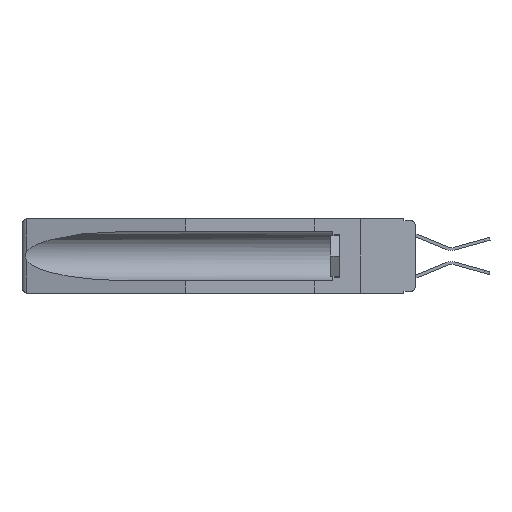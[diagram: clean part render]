
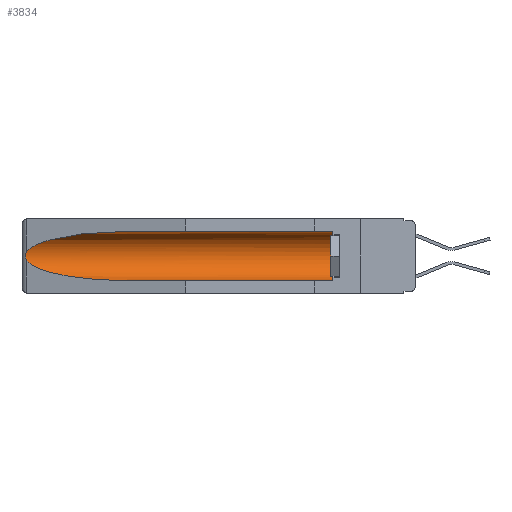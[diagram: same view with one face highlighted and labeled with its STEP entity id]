
A CAD part, left-side view. The second image highlights one B-rep face of the part: STEP entity #3834.
In plain terms, the highlighted cylindrical face has radius 2.857 mm (diameter 5.715 mm), a partial arc.
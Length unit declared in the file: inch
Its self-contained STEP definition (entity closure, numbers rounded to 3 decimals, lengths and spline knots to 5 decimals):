
#37 =( BOUNDED_CURVE ( )  B_SPLINE_CURVE ( 3, ( #16705, #19973, #11603, #4494 ),
 .UNSPECIFIED., .F., .T. ) 
 B_SPLINE_CURVE_WITH_KNOTS ( ( 4, 4 ),
 ( 4.71239, 6.08839 ),
 .UNSPECIFIED. ) 
 CURVE ( )  GEOMETRIC_REPRESENTATION_ITEM ( )  RATIONAL_B_SPLINE_CURVE ( ( 1., 0.848, 0.848, 1. ) ) 
 REPRESENTATION_ITEM ( '' )  );
#500 = CYLINDRICAL_SURFACE ( 'NONE', #3321, 0.1125 ) ;
#654 = CARTESIAN_POINT ( 'NONE',  ( 0.26537, 1.52718, -0.14972 ) ) ;
#894 = CARTESIAN_POINT ( 'NONE',  ( 0.155, 1.07973, -0.284 ) ) ;
#1351 = DIRECTION ( 'NONE',  ( 0., 0., 1. ) ) ;
#2124 = CIRCLE ( 'NONE', #20534, 0.1125 ) ;
#2196 = EDGE_CURVE ( 'NONE', #10797, #6243, #10863, .T. ) ;
#2210 = CARTESIAN_POINT ( 'NONE',  ( 0.26537, 1.52718, -0.19328 ) ) ;
#3002 = CARTESIAN_POINT ( 'NONE',  ( 0.155, -0.30754, -0.284 ) ) ;
#3028 = ORIENTED_EDGE ( 'NONE', *, *, #10323, .T. ) ;
#3096 = ORIENTED_EDGE ( 'NONE', *, *, #6683, .T. ) ;
#3120 = VERTEX_POINT ( 'NONE', #13857 ) ;
#3321 = AXIS2_PLACEMENT_3D ( 'NONE', #7499, #12698, #7389 ) ;
#3834 = ADVANCED_FACE ( 'NONE', ( #15978 ), #500, .F. ) ;
#3857 = ORIENTED_EDGE ( 'NONE', *, *, #2196, .T. ) ;
#4258 = CARTESIAN_POINT ( 'NONE',  ( 0.26597, 1.52961, -0.15275 ) ) ;
#4494 = CARTESIAN_POINT ( 'NONE',  ( 0.26537, 1.52718, -0.14972 ) ) ;
#5827 = CARTESIAN_POINT ( 'NONE',  ( 0.2675, 1.53308, -0.16763 ) ) ;
#5942 = CARTESIAN_POINT ( 'NONE',  ( 0.2673, 1.53269, -0.17917 ) ) ;
#6243 = VERTEX_POINT ( 'NONE', #894 ) ;
#6270 = DIRECTION ( 'NONE',  ( 0., 1., 0. ) ) ;
#6332 = EDGE_CURVE ( 'NONE', #3120, #8554, #2124, .T. ) ;
#6683 = EDGE_CURVE ( 'NONE', #19978, #10797, #10380, .T. ) ;
#7389 = DIRECTION ( 'NONE',  ( 0., 0., 1. ) ) ;
#7499 = CARTESIAN_POINT ( 'NONE',  ( 0.155, -0.30754, -0.1715 ) ) ;
#7670 = LINE ( 'NONE', #14570, #13889 ) ;
#8119 = DIRECTION ( 'NONE',  ( 0., -1., 0. ) ) ;
#8554 = VERTEX_POINT ( 'NONE', #21507 ) ;
#9117 = CARTESIAN_POINT ( 'NONE',  ( 0.26654, 1.53092, -0.15636 ) ) ;
#9852 = ORIENTED_EDGE ( 'NONE', *, *, #12197, .F. ) ;
#10323 = EDGE_CURVE ( 'NONE', #13230, #19978, #37, .T. ) ;
#10380 = B_SPLINE_CURVE_WITH_KNOTS ( 'NONE', 3,
 ( #17825, #4258, #9117, #12507, #5827, #12393, #5942, #11152, #10915, #18057 ),
 .UNSPECIFIED., .F., .F.,
 ( 4, 2, 2, 2, 4 ),
 ( 0., 0.00029, 0.00058, 0.00087, 0.00117 ),
 .UNSPECIFIED. ) ;
#10797 = VERTEX_POINT ( 'NONE', #14864 ) ;
#10863 =( BOUNDED_CURVE ( )  B_SPLINE_CURVE ( 3, ( #2210, #18049, #14415, #11025 ),
 .UNSPECIFIED., .F., .T. ) 
 B_SPLINE_CURVE_WITH_KNOTS ( ( 4, 4 ),
 ( 0.1948, 1.5708 ),
 .UNSPECIFIED. ) 
 CURVE ( )  GEOMETRIC_REPRESENTATION_ITEM ( )  RATIONAL_B_SPLINE_CURVE ( ( 1., 0.848, 0.848, 1. ) ) 
 REPRESENTATION_ITEM ( '' )  );
#10915 = CARTESIAN_POINT ( 'NONE',  ( 0.26597, 1.5296, -0.19026 ) ) ;
#11025 = CARTESIAN_POINT ( 'NONE',  ( 0.155, 1.07973, -0.284 ) ) ;
#11152 = CARTESIAN_POINT ( 'NONE',  ( 0.26655, 1.53094, -0.18657 ) ) ;
#11603 = CARTESIAN_POINT ( 'NONE',  ( 0.25451, 1.48313, -0.09465 ) ) ;
#12197 = EDGE_CURVE ( 'NONE', #3120, #6243, #22183, .T. ) ;
#12393 = CARTESIAN_POINT ( 'NONE',  ( 0.2675, 1.53308, -0.17534 ) ) ;
#12507 = CARTESIAN_POINT ( 'NONE',  ( 0.2673, 1.5327, -0.16383 ) ) ;
#12620 = ORIENTED_EDGE ( 'NONE', *, *, #6332, .T. ) ;
#12698 = DIRECTION ( 'NONE',  ( 0., 1., 0. ) ) ;
#12733 = VECTOR ( 'NONE', #6270, 39.37008 ) ;
#13230 = VERTEX_POINT ( 'NONE', #22029 ) ;
#13857 = CARTESIAN_POINT ( 'NONE',  ( 0.155, 0.126, -0.284 ) ) ;
#13889 = VECTOR ( 'NONE', #14462, 39.37008 ) ;
#14415 = CARTESIAN_POINT ( 'NONE',  ( 0.21114, 1.30732, -0.284 ) ) ;
#14462 = DIRECTION ( 'NONE',  ( 0., 1., 0. ) ) ;
#14570 = CARTESIAN_POINT ( 'NONE',  ( 0.155, -0.30754, -0.059 ) ) ;
#14679 = ORIENTED_EDGE ( 'NONE', *, *, #19466, .T. ) ;
#14864 = CARTESIAN_POINT ( 'NONE',  ( 0.26537, 1.52718, -0.19328 ) ) ;
#15978 = FACE_OUTER_BOUND ( 'NONE', #20983, .T. ) ;
#16705 = CARTESIAN_POINT ( 'NONE',  ( 0.155, 1.07973, -0.059 ) ) ;
#16833 = CARTESIAN_POINT ( 'NONE',  ( 0.155, 0.126, -0.1715 ) ) ;
#17825 = CARTESIAN_POINT ( 'NONE',  ( 0.26537, 1.52718, -0.14972 ) ) ;
#18049 = CARTESIAN_POINT ( 'NONE',  ( 0.25451, 1.48313, -0.24835 ) ) ;
#18057 = CARTESIAN_POINT ( 'NONE',  ( 0.26537, 1.52718, -0.19328 ) ) ;
#19466 = EDGE_CURVE ( 'NONE', #8554, #13230, #7670, .T. ) ;
#19973 = CARTESIAN_POINT ( 'NONE',  ( 0.21114, 1.30732, -0.059 ) ) ;
#19978 = VERTEX_POINT ( 'NONE', #654 ) ;
#20534 = AXIS2_PLACEMENT_3D ( 'NONE', #16833, #8119, #1351 ) ;
#20983 = EDGE_LOOP ( 'NONE', ( #3028, #3096, #3857, #9852, #12620, #14679 ) ) ;
#21507 = CARTESIAN_POINT ( 'NONE',  ( 0.155, 0.126, -0.059 ) ) ;
#22029 = CARTESIAN_POINT ( 'NONE',  ( 0.155, 1.07973, -0.059 ) ) ;
#22183 = LINE ( 'NONE', #3002, #12733 ) ;
